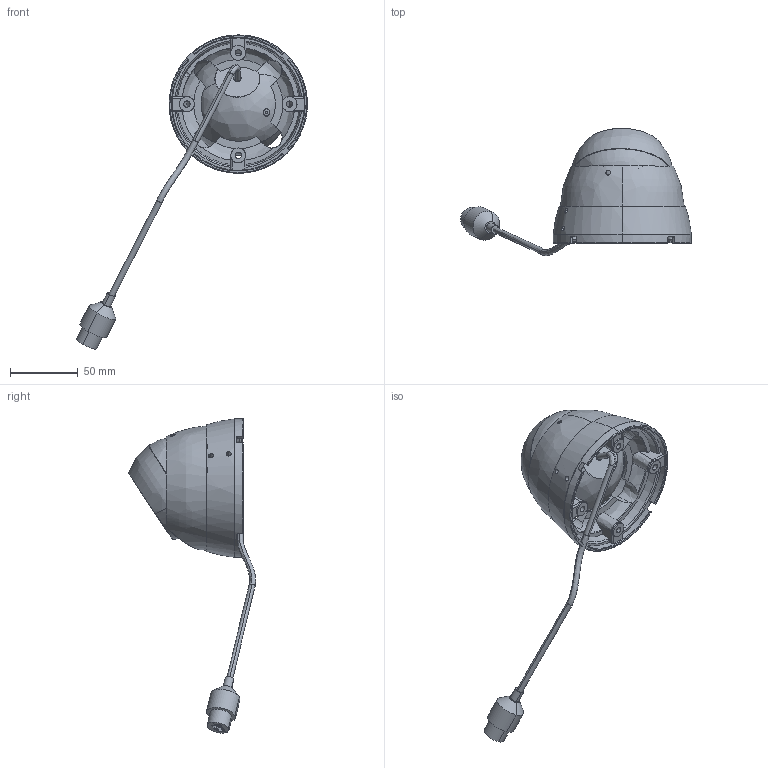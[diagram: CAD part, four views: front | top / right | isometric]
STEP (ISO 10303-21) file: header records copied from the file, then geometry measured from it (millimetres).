
FILE_DESCRIPTION(('FreeCAD Model'),'2;1');
FILE_NAME('Open CASCADE Shape Model','2025-04-30T07:55:29',('FreeCAD'),( 'FreeCAD'),'Open CASCADE STEP processor 7.6','FreeCAD','Unknown');
FILE_SCHEMA(('AUTOMOTIVE_DESIGN { 1 0 10303 214 1 1 1 1 }'));
Length unit declared in the file: millimetre
Products named in the file (1): Open CASCADE STEP translator 7.6 1
Bounding box: 170.69 x 94.01 x 232.46 mm (x, y, z)
Volume: 282625.2 mm3; surface area: 69887.9 mm2
Topology: 13 solids, 14 shells, 478 faces, 1177 edges, 728 vertices
Faces by surface type: bspline 478
Entity records: 17827 total; most frequent: CARTESIAN_POINT 11344, ORIENTED_EDGE 2254, EDGE_CURVE 1127, VERTEX_POINT 728, B_SPLINE_CURVE_WITH_KNOTS 605, FACE_BOUND 545, EDGE_LOOP 545, ADVANCED_FACE 478
